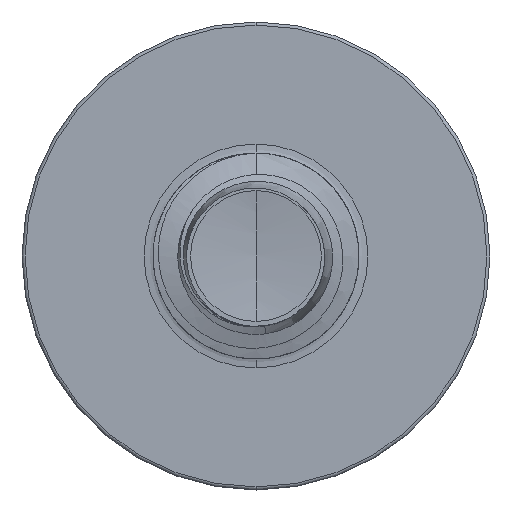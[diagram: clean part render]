
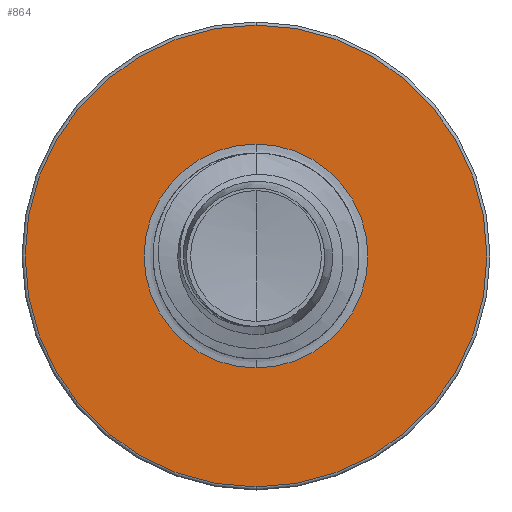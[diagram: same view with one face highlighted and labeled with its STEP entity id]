
A CAD part, front view. The second image highlights one B-rep face of the part: STEP entity #864.
In plain terms, the highlighted planar face has unit normal (0, -1, 0).
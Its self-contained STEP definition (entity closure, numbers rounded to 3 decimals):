
#864 = ADVANCED_FACE ( 'NONE', ( #26302, #25618 ), #16619, .F. ) ;
#1047 = DIRECTION ( 'NONE',  ( 0., 1., 0. ) ) ;
#1735 = AXIS2_PLACEMENT_3D ( 'NONE', #20680, #5043, #22959 ) ;
#2131 = AXIS2_PLACEMENT_3D ( 'NONE', #7086, #31674, #7157 ) ;
#2918 = ORIENTED_EDGE ( 'NONE', *, *, #19548, .F. ) ;
#2973 = CIRCLE ( 'NONE', #8126, 1.196 ) ;
#4535 = VERTEX_POINT ( 'NONE', #11448 ) ;
#4563 = ORIENTED_EDGE ( 'NONE', *, *, #15247, .T. ) ;
#5043 = DIRECTION ( 'NONE',  ( 0., 1., 0. ) ) ;
#6266 = VERTEX_POINT ( 'NONE', #6486 ) ;
#6486 = CARTESIAN_POINT ( 'NONE',  ( 0., 10., -1.196 ) ) ;
#7086 = CARTESIAN_POINT ( 'NONE',  ( 0., 10., -1.196 ) ) ;
#7157 = DIRECTION ( 'NONE',  ( 0., 0., 1. ) ) ;
#7771 = CIRCLE ( 'NONE', #1735, 1.196 ) ;
#8126 = AXIS2_PLACEMENT_3D ( 'NONE', #21153, #21148, #21112 ) ;
#11234 = CARTESIAN_POINT ( 'NONE',  ( 0., 10., 2.467 ) ) ;
#11448 = CARTESIAN_POINT ( 'NONE',  ( 0., 10., -2.467 ) ) ;
#13401 = DIRECTION ( 'NONE',  ( 0., 1., 0. ) ) ;
#15247 = EDGE_CURVE ( 'NONE', #6266, #30357, #2973, .T. ) ;
#16619 = PLANE ( 'NONE',  #2131 ) ;
#17292 = ORIENTED_EDGE ( 'NONE', *, *, #26747, .T. ) ;
#17309 = CARTESIAN_POINT ( 'NONE',  ( 0., 10., 0. ) ) ;
#19548 = EDGE_CURVE ( 'NONE', #20195, #4535, #27616, .T. ) ;
#19767 = DIRECTION ( 'NONE',  ( 0., 0., 1. ) ) ;
#20195 = VERTEX_POINT ( 'NONE', #11234 ) ;
#20511 = EDGE_LOOP ( 'NONE', ( #2918, #24059 ) ) ;
#20680 = CARTESIAN_POINT ( 'NONE',  ( 0., 10., 0. ) ) ;
#21112 = DIRECTION ( 'NONE',  ( 0., 0., 1. ) ) ;
#21148 = DIRECTION ( 'NONE',  ( 0., 1., 0. ) ) ;
#21153 = CARTESIAN_POINT ( 'NONE',  ( 0., 10., 0. ) ) ;
#22959 = DIRECTION ( 'NONE',  ( 0., 0., 1. ) ) ;
#24006 = EDGE_LOOP ( 'NONE', ( #17292, #4563 ) ) ;
#24059 = ORIENTED_EDGE ( 'NONE', *, *, #26790, .F. ) ;
#24143 = AXIS2_PLACEMENT_3D ( 'NONE', #17309, #1047, #19767 ) ;
#25618 = FACE_BOUND ( 'NONE', #24006, .T. ) ;
#26302 = FACE_OUTER_BOUND ( 'NONE', #20511, .T. ) ;
#26747 = EDGE_CURVE ( 'NONE', #30357, #6266, #7771, .T. ) ;
#26790 = EDGE_CURVE ( 'NONE', #4535, #20195, #31730, .T. ) ;
#27391 = CARTESIAN_POINT ( 'NONE',  ( 0., 10., 0. ) ) ;
#27616 = CIRCLE ( 'NONE', #24143, 2.467 ) ;
#28578 = AXIS2_PLACEMENT_3D ( 'NONE', #27391, #13401, #29583 ) ;
#29583 = DIRECTION ( 'NONE',  ( 0., 0., 1. ) ) ;
#30357 = VERTEX_POINT ( 'NONE', #31287 ) ;
#31287 = CARTESIAN_POINT ( 'NONE',  ( 0., 10., 1.196 ) ) ;
#31674 = DIRECTION ( 'NONE',  ( 0., 1., 0. ) ) ;
#31730 = CIRCLE ( 'NONE', #28578, 2.467 ) ;
